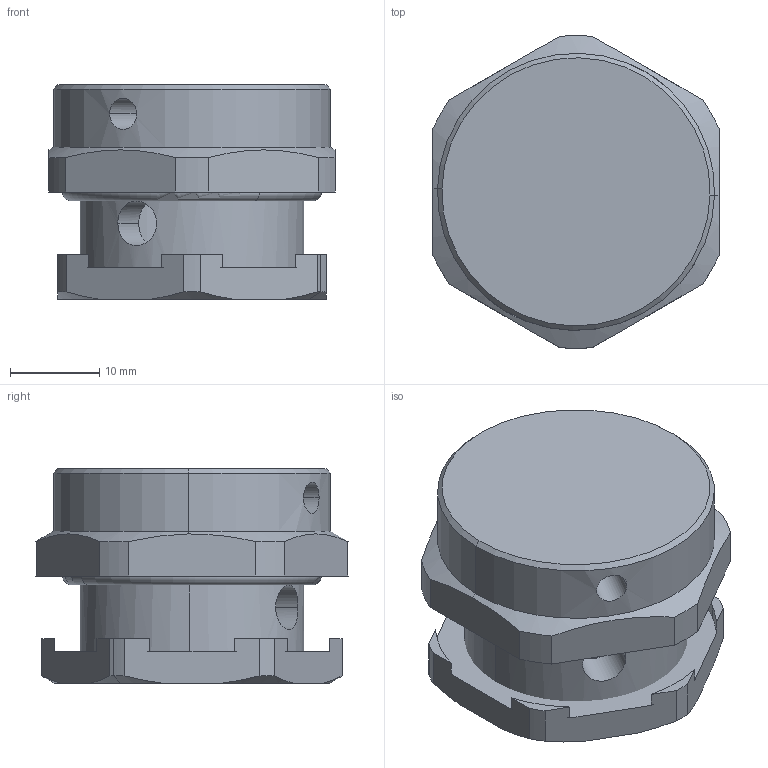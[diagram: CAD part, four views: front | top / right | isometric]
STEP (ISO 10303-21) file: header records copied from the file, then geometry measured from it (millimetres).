
FILE_DESCRIPTION(('CATIA V5 STEP Exchange','CAx-IF Rec.Pracs.--- Model Styling and Organization---1.4--- 2014-01-23'),'2;1');
FILE_NAME ('D1463066_0_2519590000_2519590000.stp','2019-08-15T08:49:43+00:00',('none'),('Weidmueller'),'CATIA Version 5-6 Release 2016 SP3 HF44','CATIA V5 STEP AP214','none');
FILE_SCHEMA(('AUTOMOTIVE_DESIGN { 1 0 10303 214 1 1 1 1 }'));
Length unit declared in the file: millimetre
Products named in the file (1): KLIPPON_BDX_M25_L10
Bounding box: 32 x 34.98 x 24 mm (x, y, z)
Volume: 12915.6 mm3; surface area: 6455.5 mm2
Topology: 2 solids, 2 shells, 92 faces, 242 edges, 156 vertices
Faces by surface type: cylinder 42, plane 26, cone 18, torus 6
Entity records: 2771 total; most frequent: CARTESIAN_POINT 724, ORIENTED_EDGE 484, DIRECTION 290, EDGE_CURVE 242, VERTEX_POINT 156, AXIS2_PLACEMENT_3D 146, EDGE_LOOP 104, VECTOR 102
